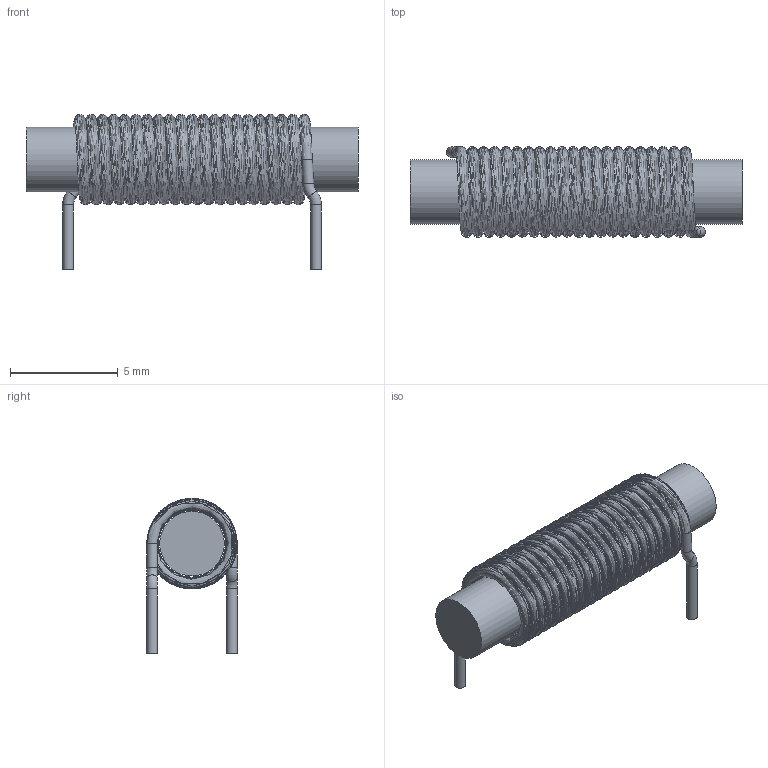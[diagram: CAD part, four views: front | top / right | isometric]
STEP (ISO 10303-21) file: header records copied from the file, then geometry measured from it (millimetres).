
FILE_DESCRIPTION(/* description */ ('Unknown'),/* implementation_level */ '2;1');
FILE_NAME(/* name */ 'L_Wurth_WE-SD_744710603',/* time_stamp */ '2025-06-12T11:39:37+08:00',/* author */ ('Unknown'),/* organization */ ('Unknown'),/* preprocessor_version */ 'ST-DEVELOPER v19.4',/* originating_system */ 'Solid Edge',/* authorisation */ 'Unknown');
FILE_SCHEMA (('AUTOMOTIVE_DESIGN {1 0 10303 214 3 1 1}'));
Length unit declared in the file: millimetre
Products named in the file (2): L_Wurth_WE-SD_744710603
Assembly tree (1 placements, depth 2):
  L_Wurth_WE-SD_744710603
    L_Wurth_WE-SD_744710603
Bounding box: 15.4 x 4.2 x 7.2 mm (x, y, z)
Volume: 157.3 mm3; surface area: 548.2 mm2
Topology: 2 solids, 2 shells, 14 faces, 24 edges, 14 vertices
Faces by surface type: cylinder 5, torus 4, plane 4, bspline 1
Full cylindrical faces by diameter (mm): 0.498 x2, 0.5 x2, 3 x1
Entity records: 2144 total; most frequent: CARTESIAN_POINT 1810, DIRECTION 46, ORIENTED_EDGE 24, EDGE_LOOP 24, FACE_BOUND 24, AXIS2_PLACEMENT_3D 23, ADVANCED_FACE 14, EDGE_CURVE 12
